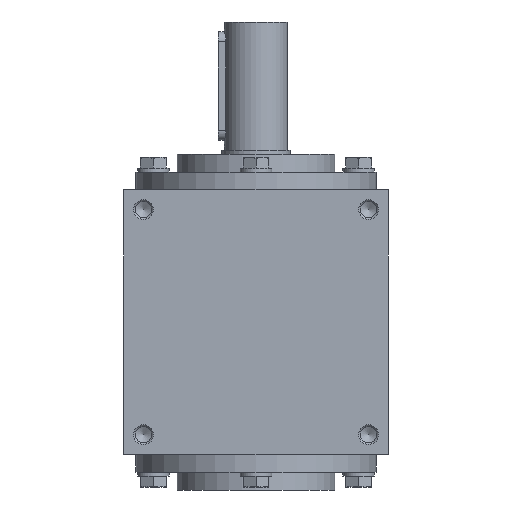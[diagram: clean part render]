
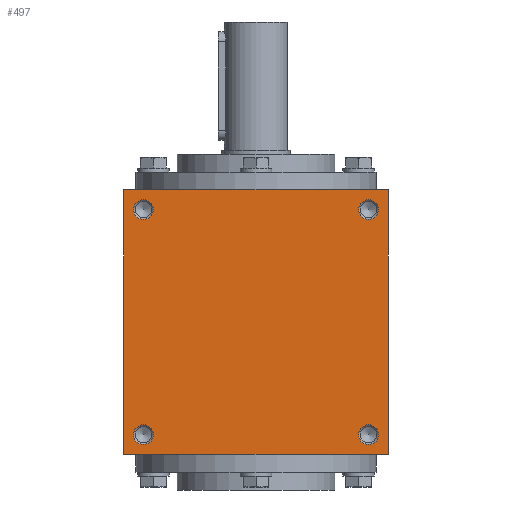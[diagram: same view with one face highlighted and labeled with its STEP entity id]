
A CAD part, left-side view. The second image highlights one B-rep face of the part: STEP entity #497.
In plain terms, the highlighted face is planar.
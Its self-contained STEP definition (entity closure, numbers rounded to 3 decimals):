
#497 = ADVANCED_FACE( '', ( #1025, #1026, #1027, #1028, #1029 ), #1030, .F. );
#1025 = FACE_BOUND( '', #1673, .T. );
#1026 = FACE_BOUND( '', #1674, .T. );
#1027 = FACE_BOUND( '', #1675, .T. );
#1028 = FACE_BOUND( '', #1676, .T. );
#1029 = FACE_OUTER_BOUND( '', #1677, .T. );
#1030 = PLANE( '', #1678 );
#1673 = EDGE_LOOP( '', ( #2565 ) );
#1674 = EDGE_LOOP( '', ( #2566 ) );
#1675 = EDGE_LOOP( '', ( #2567 ) );
#1676 = EDGE_LOOP( '', ( #2568 ) );
#1677 = EDGE_LOOP( '', ( #2569, #2570, #2571, #2572 ) );
#1678 = AXIS2_PLACEMENT_3D( '', #2573, #2574, #2575 );
#2565 = ORIENTED_EDGE( '', *, *, #3512, .F. );
#2566 = ORIENTED_EDGE( '', *, *, #3390, .T. );
#2567 = ORIENTED_EDGE( '', *, *, #3513, .F. );
#2568 = ORIENTED_EDGE( '', *, *, #3514, .T. );
#2569 = ORIENTED_EDGE( '', *, *, #3515, .F. );
#2570 = ORIENTED_EDGE( '', *, *, #3516, .F. );
#2571 = ORIENTED_EDGE( '', *, *, #3517, .F. );
#2572 = ORIENTED_EDGE( '', *, *, #3298, .F. );
#2573 = CARTESIAN_POINT( '', ( 0., 0., -67. ) );
#2574 = DIRECTION( '', ( 0., 0., 1. ) );
#2575 = DIRECTION( '', ( 1., 0., 0. ) );
#3298 = EDGE_CURVE( '', #3785, #3786, #3787, .T. );
#3390 = EDGE_CURVE( '', #3934, #3934, #3935, .T. );
#3512 = EDGE_CURVE( '', #4117, #4117, #4118, .T. );
#3513 = EDGE_CURVE( '', #4119, #4119, #4120, .T. );
#3514 = EDGE_CURVE( '', #4121, #4121, #4122, .T. );
#3515 = EDGE_CURVE( '', #4123, #3785, #4124, .T. );
#3516 = EDGE_CURVE( '', #4125, #4123, #4126, .T. );
#3517 = EDGE_CURVE( '', #3786, #4125, #4127, .T. );
#3785 = VERTEX_POINT( '', #4471 );
#3786 = VERTEX_POINT( '', #4472 );
#3787 = LINE( '', #4473, #4474 );
#3934 = VERTEX_POINT( '', #4687 );
#3935 = CIRCLE( '', #4688, 5. );
#4117 = VERTEX_POINT( '', #4938 );
#4118 = CIRCLE( '', #4939, 5. );
#4119 = VERTEX_POINT( '', #4940 );
#4120 = CIRCLE( '', #4941, 5. );
#4121 = VERTEX_POINT( '', #4942 );
#4122 = CIRCLE( '', #4943, 5. );
#4123 = VERTEX_POINT( '', #4944 );
#4124 = LINE( '', #4945, #4946 );
#4125 = VERTEX_POINT( '', #4947 );
#4126 = LINE( '', #4948, #4949 );
#4127 = LINE( '', #4950, #4951 );
#4471 = CARTESIAN_POINT( '', ( -67., -67., -67. ) );
#4472 = CARTESIAN_POINT( '', ( 67., -67., -67. ) );
#4473 = CARTESIAN_POINT( '', ( -67., -67., -67. ) );
#4474 = VECTOR( '', #5310, 1000. );
#4687 = CARTESIAN_POINT( '', ( 62., 57., -67. ) );
#4688 = AXIS2_PLACEMENT_3D( '', #5480, #5481, #5482 );
#4938 = CARTESIAN_POINT( '', ( -62., 57., -67. ) );
#4939 = AXIS2_PLACEMENT_3D( '', #5694, #5695, #5696 );
#4940 = CARTESIAN_POINT( '', ( -62., -57., -67. ) );
#4941 = AXIS2_PLACEMENT_3D( '', #5697, #5698, #5699 );
#4942 = CARTESIAN_POINT( '', ( 62., -57., -67. ) );
#4943 = AXIS2_PLACEMENT_3D( '', #5700, #5701, #5702 );
#4944 = CARTESIAN_POINT( '', ( -67., 67., -67. ) );
#4945 = CARTESIAN_POINT( '', ( -67., 67., -67. ) );
#4946 = VECTOR( '', #5703, 1000. );
#4947 = CARTESIAN_POINT( '', ( 67., 67., -67. ) );
#4948 = CARTESIAN_POINT( '', ( 67., 67., -67. ) );
#4949 = VECTOR( '', #5704, 1000. );
#4950 = CARTESIAN_POINT( '', ( 67., -67., -67. ) );
#4951 = VECTOR( '', #5705, 1000. );
#5310 = DIRECTION( '', ( 1., 0., 0. ) );
#5480 = CARTESIAN_POINT( '', ( 57., 57., -67. ) );
#5481 = DIRECTION( '', ( 0., 0., 1. ) );
#5482 = DIRECTION( '', ( 1., 0., 0. ) );
#5694 = CARTESIAN_POINT( '', ( -57., 57., -67. ) );
#5695 = DIRECTION( '', ( 0., 0., -1. ) );
#5696 = DIRECTION( '', ( -1., 0., 0. ) );
#5697 = CARTESIAN_POINT( '', ( -57., -57., -67. ) );
#5698 = DIRECTION( '', ( 0., 0., -1. ) );
#5699 = DIRECTION( '', ( -1., 0., 0. ) );
#5700 = CARTESIAN_POINT( '', ( 57., -57., -67. ) );
#5701 = DIRECTION( '', ( 0., 0., 1. ) );
#5702 = DIRECTION( '', ( 1., 0., 0. ) );
#5703 = DIRECTION( '', ( 0., -1., 0. ) );
#5704 = DIRECTION( '', ( -1., 0., 0. ) );
#5705 = DIRECTION( '', ( 0., 1., 0. ) );
